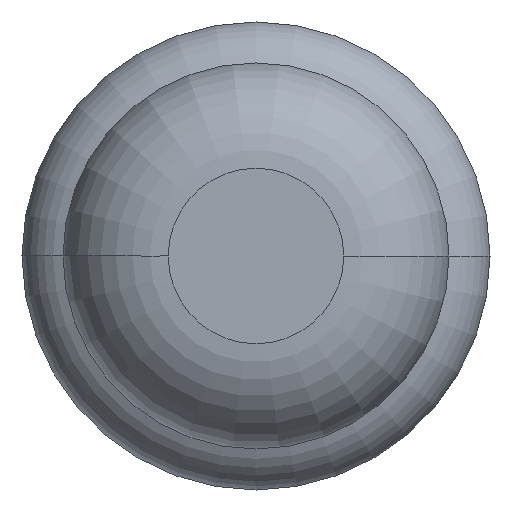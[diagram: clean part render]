
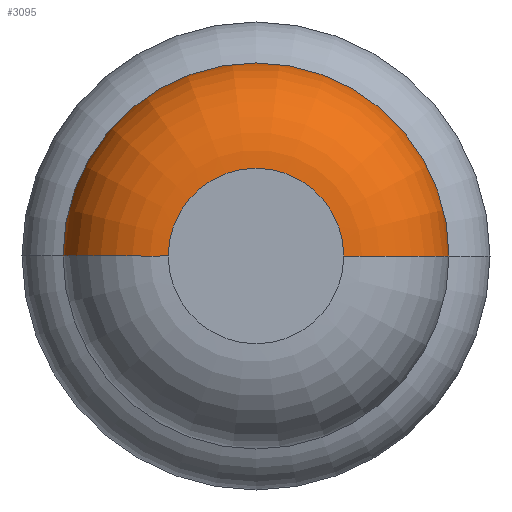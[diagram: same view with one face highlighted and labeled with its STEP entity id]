
A CAD part, front view. The second image highlights one B-rep face of the part: STEP entity #3095.
In plain terms, the highlighted toroidal (fillet/blend) face has major radius 0.375 mm and minor radius 0.45 mm.
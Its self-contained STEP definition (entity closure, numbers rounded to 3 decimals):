
#24 = DIRECTION ( 'NONE',  ( -1., 0., 0. ) ) ;
#103 = EDGE_LOOP ( 'NONE', ( #1007, #985, #3359, #3593 ) ) ;
#261 = AXIS2_PLACEMENT_3D ( 'NONE', #2185, #4298, #24 ) ;
#313 = CARTESIAN_POINT ( 'NONE',  ( 0., -31.55, 0. ) ) ;
#323 = EDGE_CURVE ( 'NONE', #4410, #3356, #2190, .T. ) ;
#682 = FACE_OUTER_BOUND ( 'NONE', #103, .T. ) ;
#690 = VERTEX_POINT ( 'NONE', #1210 ) ;
#697 = AXIS2_PLACEMENT_3D ( 'NONE', #313, #1749, #1406 ) ;
#869 = CARTESIAN_POINT ( 'NONE',  ( 0., -32., 0. ) ) ;
#940 = CARTESIAN_POINT ( 'NONE',  ( -0.375, -31.55, 0. ) ) ;
#985 = ORIENTED_EDGE ( 'NONE', *, *, #323, .T. ) ;
#1007 = ORIENTED_EDGE ( 'NONE', *, *, #4393, .T. ) ;
#1036 = DIRECTION ( 'NONE',  ( 0., -1., 0. ) ) ;
#1210 = CARTESIAN_POINT ( 'NONE',  ( 0.825, -31.55, 0. ) ) ;
#1283 = EDGE_CURVE ( 'Defeature ausgef�hrt1_7+Defeature ausgef�hrt1_8+Defeature ausgef�hrt1_8+Defeature ausgef�hrt1_8', #1813, #3356, #1573, .T. ) ;
#1321 = CARTESIAN_POINT ( 'NONE',  ( 0.375, -32., 0. ) ) ;
#1406 = DIRECTION ( 'NONE',  ( 1., 0., 0. ) ) ;
#1573 = CIRCLE ( 'NONE', #2033, 0.375 ) ;
#1748 = DIRECTION ( 'NONE',  ( 1., 0., 0. ) ) ;
#1749 = DIRECTION ( 'NONE',  ( 0., -1., 0. ) ) ;
#1813 = VERTEX_POINT ( 'NONE', #1321 ) ;
#2033 = AXIS2_PLACEMENT_3D ( 'NONE', #869, #2644, #3728 ) ;
#2185 = CARTESIAN_POINT ( 'NONE',  ( 0.375, -31.55, 0. ) ) ;
#2190 = CIRCLE ( 'NONE', #2767, 0.45 ) ;
#2310 = EDGE_CURVE ( 'NONE', #690, #1813, #2345, .T. ) ;
#2327 = AXIS2_PLACEMENT_3D ( 'NONE', #2460, #1036, #1748 ) ;
#2330 = DIRECTION ( 'NONE',  ( 1., 0., 0. ) ) ;
#2345 = CIRCLE ( 'NONE', #261, 0.45 ) ;
#2353 = CARTESIAN_POINT ( 'NONE',  ( -0.375, -32., 0. ) ) ;
#2460 = CARTESIAN_POINT ( 'NONE',  ( 0., -31.55, 0. ) ) ;
#2644 = DIRECTION ( 'NONE',  ( 0., -1., 0. ) ) ;
#2746 = DIRECTION ( 'NONE',  ( 0., 0., 1. ) ) ;
#2767 = AXIS2_PLACEMENT_3D ( 'NONE', #940, #2746, #2330 ) ;
#3095 = ADVANCED_FACE ( 'Defeature ausgef�hrt1_8', ( #682 ), #3397, .T. ) ;
#3356 = VERTEX_POINT ( 'NONE', #2353 ) ;
#3359 = ORIENTED_EDGE ( 'NONE', *, *, #1283, .F. ) ;
#3397 = TOROIDAL_SURFACE ( 'NONE', #2327, 0.375, 0.45 ) ;
#3593 = ORIENTED_EDGE ( 'NONE', *, *, #2310, .F. ) ;
#3728 = DIRECTION ( 'NONE',  ( 1., 0., 0. ) ) ;
#4041 = CIRCLE ( 'NONE', #697, 0.825 ) ;
#4297 = CARTESIAN_POINT ( 'NONE',  ( -0.825, -31.55, 0. ) ) ;
#4298 = DIRECTION ( 'NONE',  ( 0., 0., -1. ) ) ;
#4393 = EDGE_CURVE ( 'Defeature ausgef�hrt1_8+Defeature ausgef�hrt1_9+Defeature ausgef�hrt1_9+Defeature ausgef�hrt1_9', #690, #4410, #4041, .T. ) ;
#4410 = VERTEX_POINT ( 'NONE', #4297 ) ;
